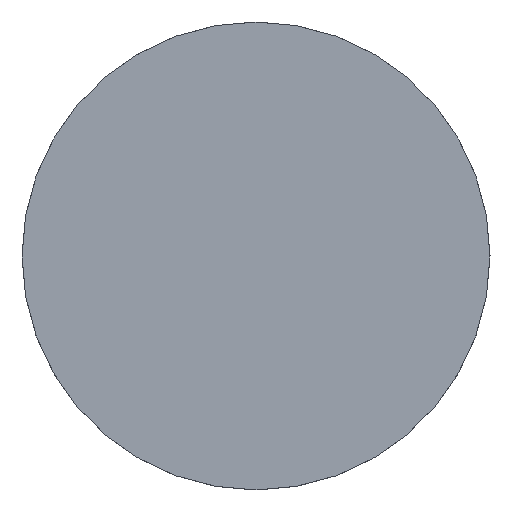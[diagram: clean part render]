
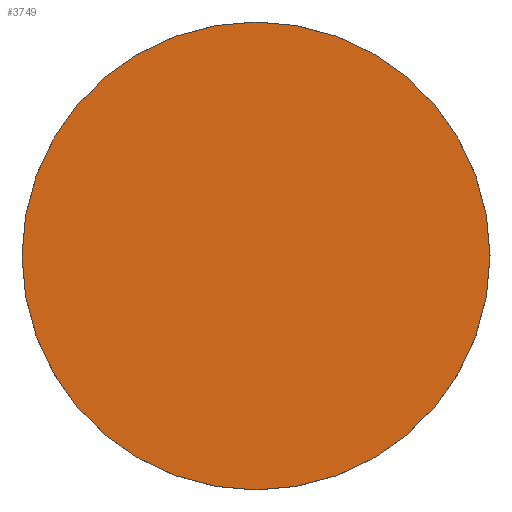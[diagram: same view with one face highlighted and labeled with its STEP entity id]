
A CAD part, top view. The second image highlights one B-rep face of the part: STEP entity #3749.
In plain terms, the highlighted face is planar.
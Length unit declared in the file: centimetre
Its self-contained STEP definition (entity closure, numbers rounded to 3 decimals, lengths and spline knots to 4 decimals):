
#476=CIRCLE($,#3983,0.9247);
#637=FACE_OUTER_BOUND($,#860,.T.);
#860=EDGE_LOOP($,(#2507));
#1495=VERTEX_POINT($,#4988);
#1906=EDGE_CURVE($,#1495,#1495,#476,.T.);
#2507=ORIENTED_EDGE($,*,*,#1906,.F.);
#3673=PLANE($,#3982);
#3749=ADVANCED_FACE($,(#637),#3673,.F.);
#3982=AXIS2_PLACEMENT_3D($,#4987,#4274,#4275);
#3983=AXIS2_PLACEMENT_3D($,#4989,#4276,#4277);
#4274=DIRECTION('center_axis',(0.,0.,1.));
#4275=DIRECTION('ref_axis',(1.,0.,0.));
#4276=DIRECTION('center_axis',(0.,0.,1.));
#4277=DIRECTION('ref_axis',(1.,0.,0.));
#4987=CARTESIAN_POINT('Origin',(0.,0.,
0.0607));
#4988=CARTESIAN_POINT('',(-0.9247,0.,0.0607));
#4989=CARTESIAN_POINT('Origin',(0.,0.,
0.0607));
